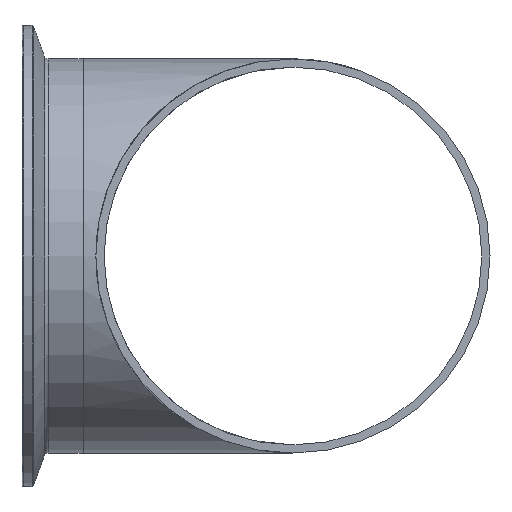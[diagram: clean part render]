
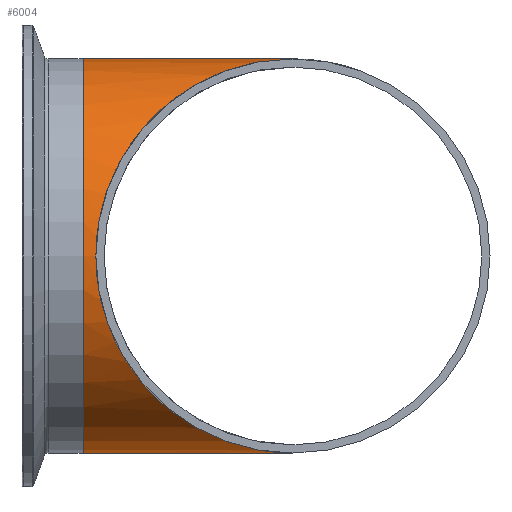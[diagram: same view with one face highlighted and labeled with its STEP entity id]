
A CAD part, left-side view. The second image highlights one B-rep face of the part: STEP entity #6004.
In plain terms, the highlighted cylindrical face has radius 50.8 mm (diameter 101.6 mm), a full revolution.
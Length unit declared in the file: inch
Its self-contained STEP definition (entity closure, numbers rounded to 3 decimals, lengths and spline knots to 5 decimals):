
#84=ELLIPSE('',#6347,2.82843,2.);
#85=ELLIPSE('',#6348,2.82843,2.);
#278=FACE_BOUND('',#1424,.T.);
#1037=FACE_OUTER_BOUND('',#1423,.T.);
#1423=EDGE_LOOP('',(#5597));
#1424=EDGE_LOOP('',(#5598,#5599));
#2388=CIRCLE('',#6390,2.);
#2960=VERTEX_POINT('',#12752);
#2961=VERTEX_POINT('',#12753);
#2979=VERTEX_POINT('',#12814);
#3836=EDGE_CURVE('',#2960,#2961,#84,.T.);
#3837=EDGE_CURVE('',#2961,#2960,#85,.T.);
#3855=EDGE_CURVE('',#2979,#2979,#2388,.T.);
#5597=ORIENTED_EDGE('',*,*,#3855,.T.);
#5598=ORIENTED_EDGE('',*,*,#3837,.F.);
#5599=ORIENTED_EDGE('',*,*,#3836,.F.);
#5647=CYLINDRICAL_SURFACE('',#6396,2.);
#6004=ADVANCED_FACE('',(#1037,#278),#5647,.T.);
#6347=AXIS2_PLACEMENT_3D('',#12754,#7492,#7493);
#6348=AXIS2_PLACEMENT_3D('',#12755,#7494,#7495);
#6390=AXIS2_PLACEMENT_3D('',#12815,#7578,#7579);
#6396=AXIS2_PLACEMENT_3D('',#12824,#7590,#7591);
#7492=DIRECTION('center_axis',(0.707,-0.707,0.));
#7493=DIRECTION('ref_axis',(-0.707,-0.707,0.));
#7494=DIRECTION('center_axis',(-0.707,-0.707,0.));
#7495=DIRECTION('ref_axis',(-0.707,0.707,0.));
#7578=DIRECTION('center_axis',(0.,-1.,0.));
#7579=DIRECTION('ref_axis',(-1.,0.,0.));
#7590=DIRECTION('center_axis',(0.,1.,0.));
#7591=DIRECTION('ref_axis',(-1.,0.,0.));
#12752=CARTESIAN_POINT('',(-0.00802,0.,-2.));
#12753=CARTESIAN_POINT('',(-0.00802,0.,2.));
#12754=CARTESIAN_POINT('Origin',(-0.00802,0.,
0.));
#12755=CARTESIAN_POINT('Origin',(-0.00802,0.,
0.));
#12814=CARTESIAN_POINT('',(1.99198,2.1245,0.));
#12815=CARTESIAN_POINT('Origin',(-0.00802,2.1245,0.));
#12824=CARTESIAN_POINT('Origin',(-0.00802,1.71875,0.));
